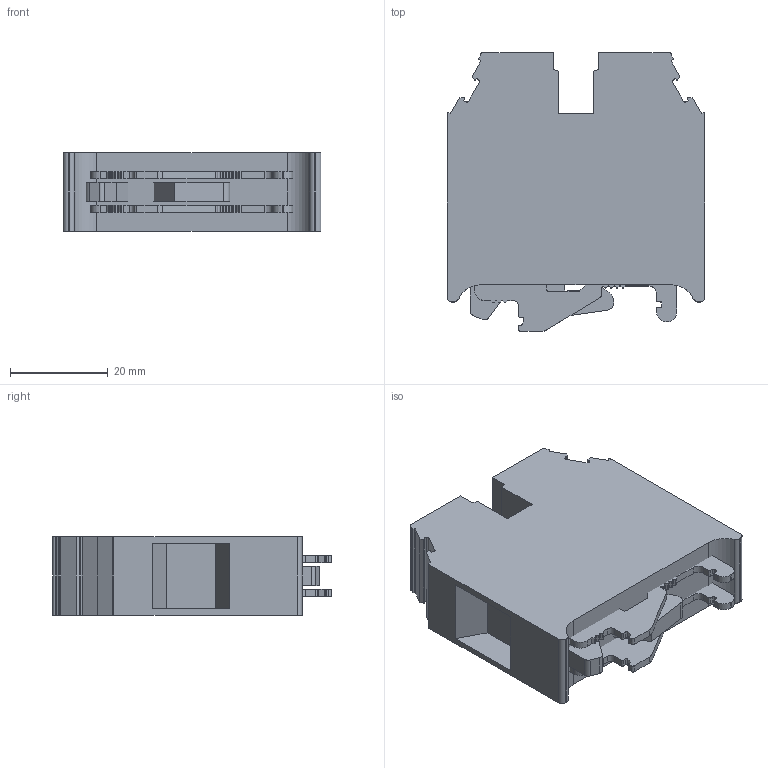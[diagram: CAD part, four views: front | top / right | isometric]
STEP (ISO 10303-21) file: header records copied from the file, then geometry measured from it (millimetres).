
FILE_DESCRIPTION (( 'STEP AP214' ), '1' );
FILE_NAME ('KN-G2.step', '2015-05-04T11:26:10', ( '' ), ( '' ), 'SwSTEP 2.0', 'SolidWorks 2014', '' );
FILE_SCHEMA (( 'AUTOMOTIVE_DESIGN' ));
Length unit declared in the file: millimetre
Products named in the file (1): KN-G2
Bounding box: 52.8 x 57.12 x 16 mm (x, y, z)
Volume: 35381.6 mm3; surface area: 11143.3 mm2
Topology: 4 solids, 4 shells, 271 faces, 774 edges, 516 vertices
Faces by surface type: plane 166, cylinder 105
Entity records: 11790 total; most frequent: CARTESIAN_POINT 1562, ORIENTED_EDGE 1548, DIRECTION 1528, EDGE_CURVE 774, VECTOR 564, LINE 564, VERTEX_POINT 516, AXIS2_PLACEMENT_3D 482
